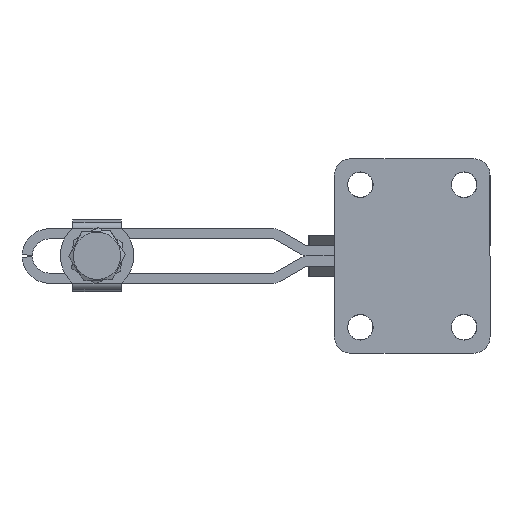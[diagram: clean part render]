
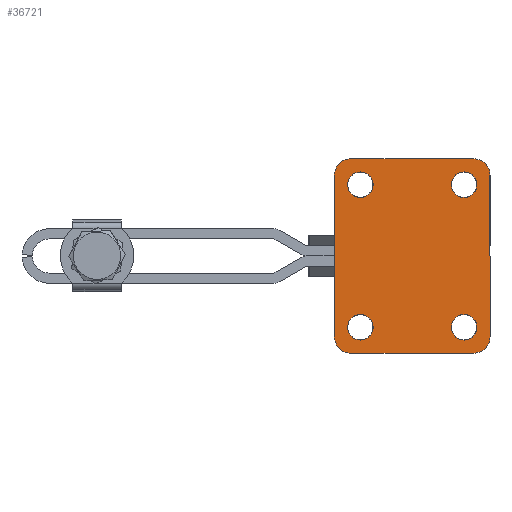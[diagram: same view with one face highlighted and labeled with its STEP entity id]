
A CAD part, front view. The second image highlights one B-rep face of the part: STEP entity #36721.
In plain terms, the highlighted face is planar.
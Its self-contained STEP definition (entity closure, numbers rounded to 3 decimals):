
#286 = EDGE_CURVE ( 'NONE', #29212, #9103, #21255, .T. ) ;
#723 = DIRECTION ( 'NONE',  ( 0., 0., 1. ) ) ;
#780 = ORIENTED_EDGE ( 'NONE', *, *, #7415, .F. ) ;
#847 = EDGE_CURVE ( 'NONE', #43476, #18104, #17549, .T. ) ;
#1541 = DIRECTION ( 'NONE',  ( 0., 0., 1. ) ) ;
#1784 = AXIS2_PLACEMENT_3D ( 'NONE', #21781, #1541, #25124 ) ;
#2207 = VERTEX_POINT ( 'NONE', #9496 ) ;
#2301 = AXIS2_PLACEMENT_3D ( 'NONE', #4354, #27956, #7774 ) ;
#2432 = CIRCLE ( 'NONE', #18517, 8. ) ;
#3356 = CIRCLE ( 'NONE', #12667, 8. ) ;
#4126 = ORIENTED_EDGE ( 'NONE', *, *, #35676, .T. ) ;
#4354 = CARTESIAN_POINT ( 'NONE',  ( -12.7, 82.5, 3. ) ) ;
#4522 = ORIENTED_EDGE ( 'NONE', *, *, #38771, .T. ) ;
#4563 = LINE ( 'NONE', #13083, #21483 ) ;
#4577 = AXIS2_PLACEMENT_3D ( 'NONE', #22030, #5215, #28813 ) ;
#5048 = CARTESIAN_POINT ( 'NONE',  ( -12.7, 12.7, 3. ) ) ;
#5215 = DIRECTION ( 'NONE',  ( 0., 0., 1. ) ) ;
#5425 = DIRECTION ( 'NONE',  ( 0., 0., 1. ) ) ;
#6278 = EDGE_CURVE ( 'NONE', #2207, #36280, #29048, .T. ) ;
#6779 = VERTEX_POINT ( 'NONE', #39257 ) ;
#6832 = EDGE_CURVE ( 'NONE', #36280, #2207, #8463, .T. ) ;
#7132 = AXIS2_PLACEMENT_3D ( 'NONE', #20974, #723, #24326 ) ;
#7173 = ORIENTED_EDGE ( 'NONE', *, *, #847, .F. ) ;
#7415 = EDGE_CURVE ( 'NONE', #32596, #7672, #43231, .T. ) ;
#7591 = EDGE_LOOP ( 'NONE', ( #780, #35322 ) ) ;
#7672 = VERTEX_POINT ( 'NONE', #12370 ) ;
#7774 = DIRECTION ( 'NONE',  ( 1., 0., 0. ) ) ;
#7883 = ORIENTED_EDGE ( 'NONE', *, *, #41596, .F. ) ;
#8388 = FACE_BOUND ( 'NONE', #34192, .T. ) ;
#8463 = CIRCLE ( 'NONE', #15342, 6.25 ) ;
#8476 = DIRECTION ( 'NONE',  ( 1., 0., 0. ) ) ;
#8691 = DIRECTION ( 'NONE',  ( 0., 0., 1. ) ) ;
#8954 = DIRECTION ( 'NONE',  ( 0., 0., 1. ) ) ;
#9103 = VERTEX_POINT ( 'NONE', #34416 ) ;
#9459 = FACE_OUTER_BOUND ( 'NONE', #28825, .T. ) ;
#9496 = CARTESIAN_POINT ( 'NONE',  ( -57.25, 12.7, 3. ) ) ;
#9821 = DIRECTION ( 'NONE',  ( -1., 0., 0. ) ) ;
#9900 = CARTESIAN_POINT ( 'NONE',  ( -63.5, 12.7, 3. ) ) ;
#9972 = CARTESIAN_POINT ( 'NONE',  ( -12.7, 12.7, 3. ) ) ;
#10014 = CARTESIAN_POINT ( 'NONE',  ( -63.5, 82.5, 3. ) ) ;
#10078 = ORIENTED_EDGE ( 'NONE', *, *, #6832, .F. ) ;
#10173 = ORIENTED_EDGE ( 'NONE', *, *, #6278, .F. ) ;
#10339 = CARTESIAN_POINT ( 'NONE',  ( -76.2, 87.2, 3. ) ) ;
#11051 = DIRECTION ( 'NONE',  ( 1., 0., 0. ) ) ;
#11529 = CARTESIAN_POINT ( 'NONE',  ( -8., 0., 3. ) ) ;
#12001 = AXIS2_PLACEMENT_3D ( 'NONE', #25597, #5425, #29017 ) ;
#12369 = CARTESIAN_POINT ( 'NONE',  ( -69.75, 82.5, 3. ) ) ;
#12370 = CARTESIAN_POINT ( 'NONE',  ( -6.45, 82.5, 3. ) ) ;
#12570 = DIRECTION ( 'NONE',  ( 0., 1., 0. ) ) ;
#12667 = AXIS2_PLACEMENT_3D ( 'NONE', #29126, #8954, #32533 ) ;
#12855 = CARTESIAN_POINT ( 'NONE',  ( -76.2, 8., 3. ) ) ;
#13083 = CARTESIAN_POINT ( 'NONE',  ( -68.2, 95.2, 3. ) ) ;
#13320 = DIRECTION ( 'NONE',  ( 1., 0., 0. ) ) ;
#13420 = DIRECTION ( 'NONE',  ( 1., 0., 0. ) ) ;
#13857 = ORIENTED_EDGE ( 'NONE', *, *, #29694, .T. ) ;
#13905 = EDGE_CURVE ( 'NONE', #14794, #32566, #18464, .T. ) ;
#14066 = CARTESIAN_POINT ( 'NONE',  ( -8., 0., 3. ) ) ;
#14137 = DIRECTION ( 'NONE',  ( 1., 0., 0. ) ) ;
#14193 = VERTEX_POINT ( 'NONE', #29647 ) ;
#14614 = AXIS2_PLACEMENT_3D ( 'NONE', #9972, #8691, #14137 ) ;
#14662 = CARTESIAN_POINT ( 'NONE',  ( -57.25, 82.5, 3. ) ) ;
#14794 = VERTEX_POINT ( 'NONE', #22369 ) ;
#14892 = CARTESIAN_POINT ( 'NONE',  ( -69.75, 12.7, 3. ) ) ;
#15283 = PLANE ( 'NONE',  #4577 ) ;
#15342 = AXIS2_PLACEMENT_3D ( 'NONE', #9900, #33471, #13320 ) ;
#16173 = EDGE_CURVE ( 'NONE', #39226, #14193, #43692, .T. ) ;
#16228 = DIRECTION ( 'NONE',  ( 0., -1., 0. ) ) ;
#16923 = ORIENTED_EDGE ( 'NONE', *, *, #28012, .F. ) ;
#17391 = FACE_BOUND ( 'NONE', #42501, .T. ) ;
#17434 = ORIENTED_EDGE ( 'NONE', *, *, #286, .F. ) ;
#17549 = CIRCLE ( 'NONE', #31863, 6.25 ) ;
#17592 = EDGE_CURVE ( 'NONE', #31056, #6779, #19906, .T. ) ;
#18104 = VERTEX_POINT ( 'NONE', #12369 ) ;
#18464 = LINE ( 'NONE', #14066, #35342 ) ;
#18517 = AXIS2_PLACEMENT_3D ( 'NONE', #19302, #42871, #22649 ) ;
#18900 = CARTESIAN_POINT ( 'NONE',  ( 0., 87.2, 3. ) ) ;
#19302 = CARTESIAN_POINT ( 'NONE',  ( -68.2, 87.2, 3. ) ) ;
#19432 = ORIENTED_EDGE ( 'NONE', *, *, #27421, .T. ) ;
#19694 = CARTESIAN_POINT ( 'NONE',  ( -63.5, 12.7, 3. ) ) ;
#19906 = LINE ( 'NONE', #18900, #43610 ) ;
#20974 = CARTESIAN_POINT ( 'NONE',  ( -8., 8., 3. ) ) ;
#21255 = CIRCLE ( 'NONE', #14614, 6.25 ) ;
#21370 = CARTESIAN_POINT ( 'NONE',  ( 0., 8., 3. ) ) ;
#21483 = VECTOR ( 'NONE', #9821, 1000. ) ;
#21781 = CARTESIAN_POINT ( 'NONE',  ( -68.2, 8., 3. ) ) ;
#21783 = DIRECTION ( 'NONE',  ( 0., 0., 1. ) ) ;
#22030 = CARTESIAN_POINT ( 'NONE',  ( -8., 8., 3. ) ) ;
#22369 = CARTESIAN_POINT ( 'NONE',  ( -68.2, 0., 3. ) ) ;
#22649 = DIRECTION ( 'NONE',  ( -1., 0., 0. ) ) ;
#23041 = DIRECTION ( 'NONE',  ( 1., 0., 0. ) ) ;
#24085 = ORIENTED_EDGE ( 'NONE', *, *, #16173, .T. ) ;
#24326 = DIRECTION ( 'NONE',  ( 1., 0., 0. ) ) ;
#25124 = DIRECTION ( 'NONE',  ( -1., 0., 0. ) ) ;
#25169 = CARTESIAN_POINT ( 'NONE',  ( -6.45, 12.7, 3. ) ) ;
#25597 = CARTESIAN_POINT ( 'NONE',  ( -12.7, 82.5, 3. ) ) ;
#27421 = EDGE_CURVE ( 'NONE', #14193, #14794, #32703, .T. ) ;
#27581 = DIRECTION ( 'NONE',  ( 1., 0., 0. ) ) ;
#27956 = DIRECTION ( 'NONE',  ( 0., 0., 1. ) ) ;
#28012 = EDGE_CURVE ( 'NONE', #18104, #43476, #42675, .T. ) ;
#28665 = DIRECTION ( 'NONE',  ( 0., 0., 1. ) ) ;
#28813 = DIRECTION ( 'NONE',  ( 1., 0., 0. ) ) ;
#28825 = EDGE_LOOP ( 'NONE', ( #4126, #40032, #29886, #13857, #4522, #24085, #19432, #37688 ) ) ;
#29017 = DIRECTION ( 'NONE',  ( 1., 0., 0. ) ) ;
#29048 = CIRCLE ( 'NONE', #39614, 6.25 ) ;
#29126 = CARTESIAN_POINT ( 'NONE',  ( -8., 87.2, 3. ) ) ;
#29212 = VERTEX_POINT ( 'NONE', #25169 ) ;
#29647 = CARTESIAN_POINT ( 'NONE',  ( -76.2, 8., 3. ) ) ;
#29694 = EDGE_CURVE ( 'NONE', #37042, #32218, #4563, .T. ) ;
#29886 = ORIENTED_EDGE ( 'NONE', *, *, #41007, .T. ) ;
#31056 = VERTEX_POINT ( 'NONE', #21370 ) ;
#31313 = CIRCLE ( 'NONE', #43421, 6.25 ) ;
#31863 = AXIS2_PLACEMENT_3D ( 'NONE', #34779, #21783, #11051 ) ;
#32218 = VERTEX_POINT ( 'NONE', #36612 ) ;
#32533 = DIRECTION ( 'NONE',  ( -1., 0., 0. ) ) ;
#32566 = VERTEX_POINT ( 'NONE', #11529 ) ;
#32596 = VERTEX_POINT ( 'NONE', #38496 ) ;
#32642 = AXIS2_PLACEMENT_3D ( 'NONE', #10014, #33575, #13420 ) ;
#32703 = CIRCLE ( 'NONE', #1784, 8. ) ;
#33471 = DIRECTION ( 'NONE',  ( 0., 0., 1. ) ) ;
#33575 = DIRECTION ( 'NONE',  ( 0., 0., 1. ) ) ;
#34192 = EDGE_LOOP ( 'NONE', ( #16923, #7173 ) ) ;
#34416 = CARTESIAN_POINT ( 'NONE',  ( -18.95, 12.7, 3. ) ) ;
#34779 = CARTESIAN_POINT ( 'NONE',  ( -63.5, 82.5, 3. ) ) ;
#34843 = CIRCLE ( 'NONE', #7132, 8. ) ;
#35313 = FACE_BOUND ( 'NONE', #42916, .T. ) ;
#35322 = ORIENTED_EDGE ( 'NONE', *, *, #37345, .F. ) ;
#35342 = VECTOR ( 'NONE', #27581, 1000. ) ;
#35676 = EDGE_CURVE ( 'NONE', #32566, #31056, #34843, .T. ) ;
#36280 = VERTEX_POINT ( 'NONE', #14892 ) ;
#36585 = CARTESIAN_POINT ( 'NONE',  ( -8., 95.2, 3. ) ) ;
#36612 = CARTESIAN_POINT ( 'NONE',  ( -68.2, 95.2, 3. ) ) ;
#36721 = ADVANCED_FACE ( 'NONE', ( #8388, #35313, #9459, #17391, #43208 ), #15283, .T. ) ;
#37042 = VERTEX_POINT ( 'NONE', #36585 ) ;
#37345 = EDGE_CURVE ( 'NONE', #7672, #32596, #39495, .T. ) ;
#37688 = ORIENTED_EDGE ( 'NONE', *, *, #13905, .T. ) ;
#38496 = CARTESIAN_POINT ( 'NONE',  ( -18.95, 82.5, 3. ) ) ;
#38771 = EDGE_CURVE ( 'NONE', #32218, #39226, #2432, .T. ) ;
#39226 = VERTEX_POINT ( 'NONE', #10339 ) ;
#39257 = CARTESIAN_POINT ( 'NONE',  ( 0., 87.2, 3. ) ) ;
#39495 = CIRCLE ( 'NONE', #12001, 6.25 ) ;
#39614 = AXIS2_PLACEMENT_3D ( 'NONE', #19694, #43257, #23041 ) ;
#40032 = ORIENTED_EDGE ( 'NONE', *, *, #17592, .T. ) ;
#41007 = EDGE_CURVE ( 'NONE', #6779, #37042, #3356, .T. ) ;
#41596 = EDGE_CURVE ( 'NONE', #9103, #29212, #31313, .T. ) ;
#42501 = EDGE_LOOP ( 'NONE', ( #7883, #17434 ) ) ;
#42654 = VECTOR ( 'NONE', #16228, 1000. ) ;
#42675 = CIRCLE ( 'NONE', #32642, 6.25 ) ;
#42871 = DIRECTION ( 'NONE',  ( 0., 0., 1. ) ) ;
#42916 = EDGE_LOOP ( 'NONE', ( #10078, #10173 ) ) ;
#43208 = FACE_BOUND ( 'NONE', #7591, .T. ) ;
#43231 = CIRCLE ( 'NONE', #2301, 6.25 ) ;
#43257 = DIRECTION ( 'NONE',  ( 0., 0., 1. ) ) ;
#43421 = AXIS2_PLACEMENT_3D ( 'NONE', #5048, #28665, #8476 ) ;
#43476 = VERTEX_POINT ( 'NONE', #14662 ) ;
#43610 = VECTOR ( 'NONE', #12570, 1000. ) ;
#43692 = LINE ( 'NONE', #12855, #42654 ) ;
